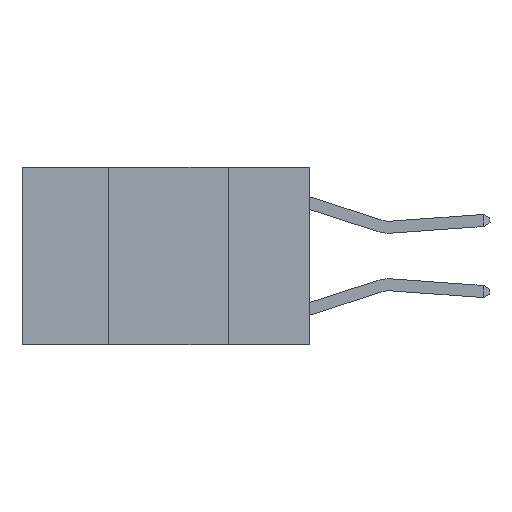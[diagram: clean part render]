
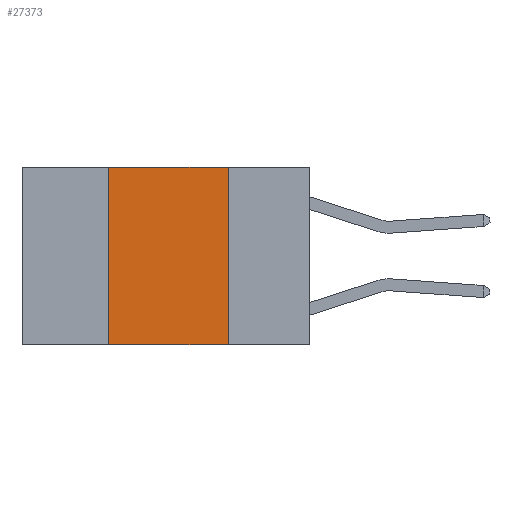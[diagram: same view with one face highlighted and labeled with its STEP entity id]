
A CAD part, left-side view. The second image highlights one B-rep face of the part: STEP entity #27373.
In plain terms, the highlighted planar face has unit normal (-1, 0, 0).
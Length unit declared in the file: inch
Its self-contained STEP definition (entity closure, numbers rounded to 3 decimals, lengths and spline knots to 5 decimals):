
#487 = EDGE_CURVE ( 'NONE', #25360, #13154, #31243, .T. ) ;
#2718 = CARTESIAN_POINT ( 'NONE',  ( 0., 0.6, 0. ) ) ;
#3000 = EDGE_CURVE ( 'NONE', #8167, #13154, #23227, .T. ) ;
#3226 = EDGE_CURVE ( 'NONE', #17359, #8167, #22810, .T. ) ;
#5175 = DIRECTION ( 'NONE',  ( 0., -1., 0. ) ) ;
#5358 = DIRECTION ( 'NONE',  ( 0., -1., 0. ) ) ;
#6814 = CARTESIAN_POINT ( 'NONE',  ( 0., 0.17, 0. ) ) ;
#7793 = DIRECTION ( 'NONE',  ( 0., 0., 1. ) ) ;
#8013 = CARTESIAN_POINT ( 'NONE',  ( 0., 0.17, -0.37 ) ) ;
#8167 = VERTEX_POINT ( 'NONE', #6814 ) ;
#8193 = ORIENTED_EDGE ( 'NONE', *, *, #3000, .F. ) ;
#8562 = PLANE ( 'NONE',  #18186 ) ;
#9939 = VECTOR ( 'NONE', #5175, 39.37008 ) ;
#9987 = LINE ( 'NONE', #24754, #16418 ) ;
#10453 = ORIENTED_EDGE ( 'NONE', *, *, #487, .T. ) ;
#10978 = DIRECTION ( 'NONE',  ( 1., 0., 0. ) ) ;
#13154 = VERTEX_POINT ( 'NONE', #8013 ) ;
#13423 = CARTESIAN_POINT ( 'NONE',  ( 0., 0.42, 0. ) ) ;
#14131 = CARTESIAN_POINT ( 'NONE',  ( 0., 0.17, 0. ) ) ;
#15151 = EDGE_CURVE ( 'NONE', #25360, #17359, #9987, .T. ) ;
#16418 = VECTOR ( 'NONE', #7793, 39.37008 ) ;
#17359 = VERTEX_POINT ( 'NONE', #13423 ) ;
#17482 = CARTESIAN_POINT ( 'NONE',  ( 0., 0.6, -0.37 ) ) ;
#18186 = AXIS2_PLACEMENT_3D ( 'NONE', #25497, #10978, #27939 ) ;
#18377 = VECTOR ( 'NONE', #5358, 39.37008 ) ;
#19266 = FACE_OUTER_BOUND ( 'NONE', #23850, .T. ) ;
#20311 = CARTESIAN_POINT ( 'NONE',  ( 0., 0.42, -0.37 ) ) ;
#21072 = ORIENTED_EDGE ( 'NONE', *, *, #3226, .F. ) ;
#21332 = VECTOR ( 'NONE', #28627, 39.37008 ) ;
#22810 = LINE ( 'NONE', #2718, #9939 ) ;
#23227 = LINE ( 'NONE', #14131, #21332 ) ;
#23850 = EDGE_LOOP ( 'NONE', ( #8193, #21072, #29021, #10453 ) ) ;
#24754 = CARTESIAN_POINT ( 'NONE',  ( 0., 0.42, 0. ) ) ;
#25360 = VERTEX_POINT ( 'NONE', #20311 ) ;
#25497 = CARTESIAN_POINT ( 'NONE',  ( 0., 0.6, 0. ) ) ;
#27373 = ADVANCED_FACE ( 'NONE', ( #19266 ), #8562, .F. ) ;
#27939 = DIRECTION ( 'NONE',  ( 0., 0., -1. ) ) ;
#28627 = DIRECTION ( 'NONE',  ( 0., 0., -1. ) ) ;
#29021 = ORIENTED_EDGE ( 'NONE', *, *, #15151, .F. ) ;
#31243 = LINE ( 'NONE', #17482, #18377 ) ;
